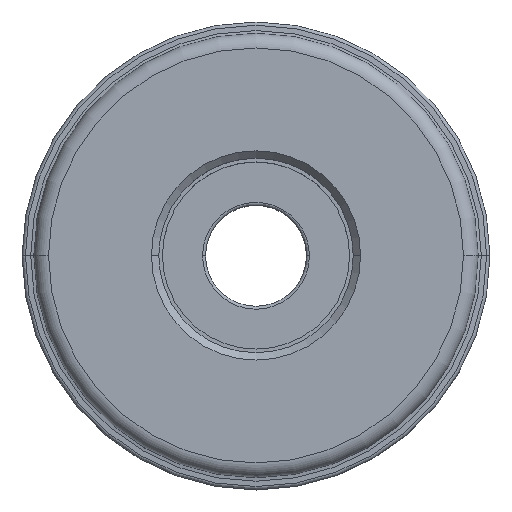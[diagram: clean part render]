
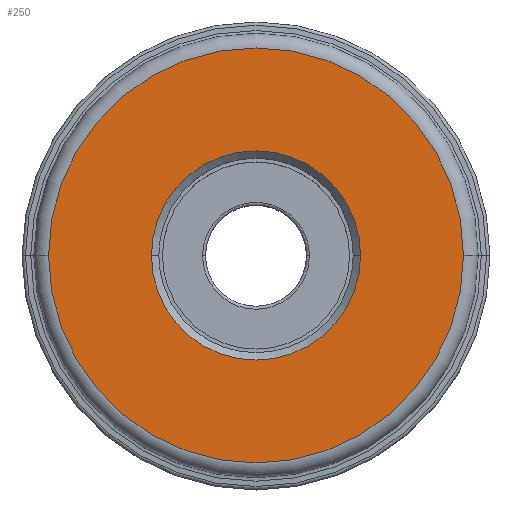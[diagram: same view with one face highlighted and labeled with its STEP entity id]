
A CAD part, top view. The second image highlights one B-rep face of the part: STEP entity #250.
In plain terms, the highlighted planar face has unit normal (0, 0, 1).
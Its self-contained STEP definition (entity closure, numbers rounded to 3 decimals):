
#250=ADVANCED_FACE('',(#317,#318),#310,.F.);
#310=PLANE('',#1624);
#317=FACE_BOUND('',#361,.T.);
#318=FACE_BOUND('',#362,.T.);
#361=EDGE_LOOP('',(#561,#562));
#362=EDGE_LOOP('',(#563,#564));
#561=ORIENTED_EDGE('',*,*,#983,.T.);
#562=ORIENTED_EDGE('',*,*,#984,.T.);
#563=ORIENTED_EDGE('',*,*,#985,.T.);
#564=ORIENTED_EDGE('',*,*,#986,.T.);
#845=VERTEX_POINT('',#2589);
#846=VERTEX_POINT('',#2590);
#847=VERTEX_POINT('',#2593);
#848=VERTEX_POINT('',#2594);
#983=EDGE_CURVE('',#845,#846,#1167,.T.);
#984=EDGE_CURVE('',#846,#845,#1168,.T.);
#985=EDGE_CURVE('',#847,#848,#1169,.T.);
#986=EDGE_CURVE('',#848,#847,#1170,.T.);
#1167=CIRCLE('',#1620,28.163);
#1168=CIRCLE('',#1621,28.163);
#1169=CIRCLE('',#1622,14.2);
#1170=CIRCLE('',#1623,14.2);
#1620=AXIS2_PLACEMENT_3D('',#2588,#1995,#1996);
#1621=AXIS2_PLACEMENT_3D('',#2591,#1997,#1998);
#1622=AXIS2_PLACEMENT_3D('',#2592,#1999,#2000);
#1623=AXIS2_PLACEMENT_3D('',#2595,#2001,#2002);
#1624=AXIS2_PLACEMENT_3D('',#2596,#2003,#2004);
#1995=DIRECTION('',(0.,0.,1.));
#1996=DIRECTION('',(1.,0.,0.));
#1997=DIRECTION('',(0.,0.,1.));
#1998=DIRECTION('',(-1.,0.,0.));
#1999=DIRECTION('',(0.,0.,-1.));
#2000=DIRECTION('',(-1.,0.,0.));
#2001=DIRECTION('',(0.,0.,-1.));
#2002=DIRECTION('',(1.,0.,0.));
#2003=DIRECTION('',(0.,0.,-1.));
#2004=DIRECTION('',(1.,0.,0.));
#2588=CARTESIAN_POINT('',(0.,0.,0.));
#2589=CARTESIAN_POINT('',(28.163,0.,0.));
#2590=CARTESIAN_POINT('',(-28.163,0.,0.));
#2591=CARTESIAN_POINT('',(0.,0.,0.));
#2592=CARTESIAN_POINT('',(0.,0.,0.));
#2593=CARTESIAN_POINT('',(-14.2,0.,0.));
#2594=CARTESIAN_POINT('',(14.2,0.,0.));
#2595=CARTESIAN_POINT('',(0.,0.,0.));
#2596=CARTESIAN_POINT('',(0.,0.,0.));
